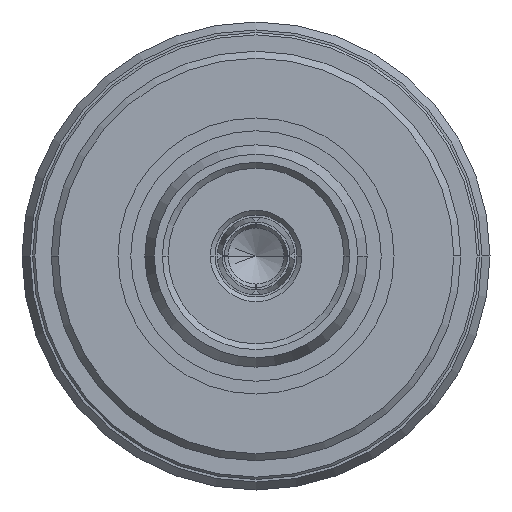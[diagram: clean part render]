
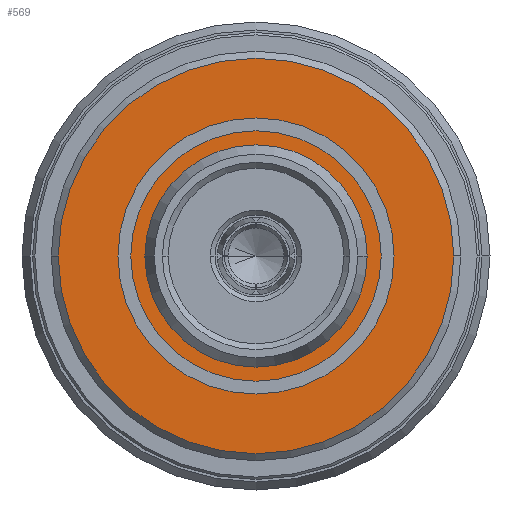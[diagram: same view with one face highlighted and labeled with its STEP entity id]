
A CAD part, left-side view. The second image highlights one B-rep face of the part: STEP entity #569.
In plain terms, the highlighted planar face has unit normal (-1, 0, 0).
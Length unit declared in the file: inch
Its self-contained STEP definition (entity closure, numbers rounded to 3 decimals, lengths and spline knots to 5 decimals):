
#1 = FACE_OUTER_BOUND ( 'NONE', #722, .T. ) ;
#11 = FACE_BOUND ( 'NONE', #3620, .T. ) ;
#134 = CIRCLE ( 'NONE', #975, 0.18701 ) ;
#188 = CARTESIAN_POINT ( 'NONE',  ( -0.83071, 0., 0. ) ) ;
#257 = DIRECTION ( 'NONE',  ( 1., 0., 0. ) ) ;
#426 = AXIS2_PLACEMENT_3D ( 'NONE', #1528, #1145, #3339 ) ;
#455 = EDGE_CURVE ( 'NONE', #2176, #2250, #1500, .T. ) ;
#481 = CIRCLE ( 'NONE', #1120, 0.33268 ) ;
#569 = ADVANCED_FACE ( 'NONE', ( #11, #1 ), #1507, .T. ) ;
#574 = CARTESIAN_POINT ( 'NONE',  ( -0.83071, 0.18701, 0. ) ) ;
#706 = CARTESIAN_POINT ( 'NONE',  ( -0.83071, -0.33268, 0. ) ) ;
#722 = EDGE_LOOP ( 'NONE', ( #1248, #4306 ) ) ;
#818 = CARTESIAN_POINT ( 'NONE',  ( -0.83071, 0., 0. ) ) ;
#823 = CARTESIAN_POINT ( 'NONE',  ( -0.83071, 0., 0. ) ) ;
#877 = CARTESIAN_POINT ( 'NONE',  ( -0.83071, 0.33268, 0. ) ) ;
#975 = AXIS2_PLACEMENT_3D ( 'NONE', #818, #3395, #1202 ) ;
#1027 = DIRECTION ( 'NONE',  ( 0., 1., 0. ) ) ;
#1120 = AXIS2_PLACEMENT_3D ( 'NONE', #823, #2326, #4133 ) ;
#1145 = DIRECTION ( 'NONE',  ( -1., 0., 0. ) ) ;
#1202 = DIRECTION ( 'NONE',  ( 0., 1., 0. ) ) ;
#1248 = ORIENTED_EDGE ( 'NONE', *, *, #1372, .F. ) ;
#1341 = DIRECTION ( 'NONE',  ( 1., 0., 0. ) ) ;
#1372 = EDGE_CURVE ( 'NONE', #2875, #4720, #481, .T. ) ;
#1500 = CIRCLE ( 'NONE', #2964, 0.18701 ) ;
#1507 = PLANE ( 'NONE',  #426 ) ;
#1528 = CARTESIAN_POINT ( 'NONE',  ( -0.83071, 0.33268, 0. ) ) ;
#2039 = EDGE_CURVE ( 'NONE', #4720, #2875, #4411, .T. ) ;
#2176 = VERTEX_POINT ( 'NONE', #574 ) ;
#2250 = VERTEX_POINT ( 'NONE', #4633 ) ;
#2326 = DIRECTION ( 'NONE',  ( 1., 0., 0. ) ) ;
#2535 = CARTESIAN_POINT ( 'NONE',  ( -0.83071, 0., 0. ) ) ;
#2875 = VERTEX_POINT ( 'NONE', #877 ) ;
#2964 = AXIS2_PLACEMENT_3D ( 'NONE', #2535, #257, #1027 ) ;
#3339 = DIRECTION ( 'NONE',  ( 0., -1., 0. ) ) ;
#3395 = DIRECTION ( 'NONE',  ( 1., 0., 0. ) ) ;
#3528 = ORIENTED_EDGE ( 'NONE', *, *, #3846, .T. ) ;
#3620 = EDGE_LOOP ( 'NONE', ( #4359, #3528 ) ) ;
#3846 = EDGE_CURVE ( 'NONE', #2250, #2176, #134, .T. ) ;
#4012 = AXIS2_PLACEMENT_3D ( 'NONE', #188, #1341, #4297 ) ;
#4133 = DIRECTION ( 'NONE',  ( 0., 1., 0. ) ) ;
#4297 = DIRECTION ( 'NONE',  ( 0., 1., 0. ) ) ;
#4306 = ORIENTED_EDGE ( 'NONE', *, *, #2039, .F. ) ;
#4359 = ORIENTED_EDGE ( 'NONE', *, *, #455, .T. ) ;
#4411 = CIRCLE ( 'NONE', #4012, 0.33268 ) ;
#4633 = CARTESIAN_POINT ( 'NONE',  ( -0.83071, -0.18701, 0. ) ) ;
#4720 = VERTEX_POINT ( 'NONE', #706 ) ;
